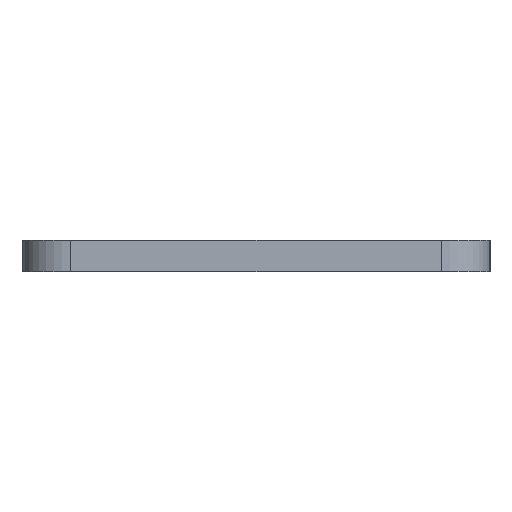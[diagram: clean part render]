
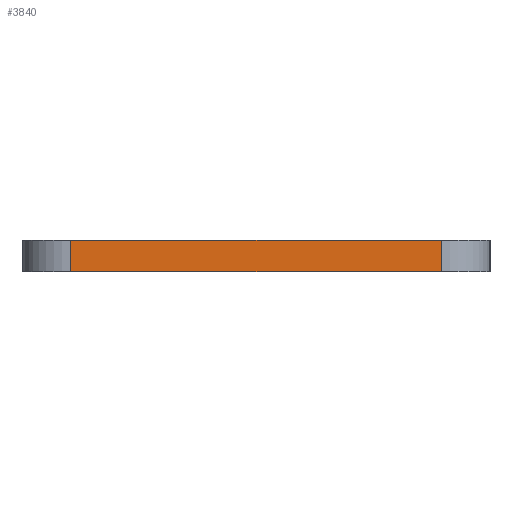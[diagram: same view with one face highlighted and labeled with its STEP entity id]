
A CAD part, left-side view. The second image highlights one B-rep face of the part: STEP entity #3840.
In plain terms, the highlighted planar face has unit normal (-1, 0, 0).
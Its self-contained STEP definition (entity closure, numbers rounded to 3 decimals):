
#590 = PLANE('',#591);
#591 = AXIS2_PLACEMENT_3D('',#592,#593,#594);
#592 = CARTESIAN_POINT('',(0.,0.,1.6));
#593 = DIRECTION('',(0.,0.,1.));
#594 = DIRECTION('',(1.,0.,-0.));
#645 = PLANE('',#646);
#646 = AXIS2_PLACEMENT_3D('',#647,#648,#649);
#647 = CARTESIAN_POINT('',(0.,0.,0.));
#648 = DIRECTION('',(0.,0.,1.));
#649 = DIRECTION('',(1.,0.,-0.));
#776 = CYLINDRICAL_SURFACE('',#777,2.5);
#777 = AXIS2_PLACEMENT_3D('',#778,#779,#780);
#778 = CARTESIAN_POINT('',(-37.5,9.5,0.));
#779 = DIRECTION('',(-0.,-0.,-1.));
#780 = DIRECTION('',(1.,0.,-0.));
#815 = VERTEX_POINT('',#816);
#816 = CARTESIAN_POINT('',(-40.,9.5,0.));
#838 = EDGE_CURVE('',#815,#839,#841,.T.);
#839 = VERTEX_POINT('',#840);
#840 = CARTESIAN_POINT('',(-40.,-9.5,0.));
#841 = SURFACE_CURVE('',#842,(#846,#853),.PCURVE_S1.);
#842 = LINE('',#843,#844);
#843 = CARTESIAN_POINT('',(-40.,9.5,0.));
#844 = VECTOR('',#845,1.);
#845 = DIRECTION('',(0.,-1.,0.));
#846 = PCURVE('',#645,#847);
#847 = DEFINITIONAL_REPRESENTATION('',(#848),#852);
#848 = LINE('',#849,#850);
#849 = CARTESIAN_POINT('',(-40.,9.5));
#850 = VECTOR('',#851,1.);
#851 = DIRECTION('',(0.,-1.));
#852 = ( GEOMETRIC_REPRESENTATION_CONTEXT(2) 
PARAMETRIC_REPRESENTATION_CONTEXT() REPRESENTATION_CONTEXT('2D SPACE',''
  ) );
#853 = PCURVE('',#854,#859);
#854 = PLANE('',#855);
#855 = AXIS2_PLACEMENT_3D('',#856,#857,#858);
#856 = CARTESIAN_POINT('',(-40.,9.5,0.));
#857 = DIRECTION('',(1.,0.,-0.));
#858 = DIRECTION('',(0.,-1.,0.));
#859 = DEFINITIONAL_REPRESENTATION('',(#860),#864);
#860 = LINE('',#861,#862);
#861 = CARTESIAN_POINT('',(0.,0.));
#862 = VECTOR('',#863,1.);
#863 = DIRECTION('',(1.,0.));
#864 = ( GEOMETRIC_REPRESENTATION_CONTEXT(2) 
PARAMETRIC_REPRESENTATION_CONTEXT() REPRESENTATION_CONTEXT('2D SPACE',''
  ) );
#883 = CYLINDRICAL_SURFACE('',#884,2.5);
#884 = AXIS2_PLACEMENT_3D('',#885,#886,#887);
#885 = CARTESIAN_POINT('',(-37.5,-9.5,0.));
#886 = DIRECTION('',(-0.,-0.,-1.));
#887 = DIRECTION('',(1.,0.,-0.));
#2418 = VERTEX_POINT('',#2419);
#2419 = CARTESIAN_POINT('',(-40.,9.5,1.6));
#2441 = EDGE_CURVE('',#2418,#2442,#2444,.T.);
#2442 = VERTEX_POINT('',#2443);
#2443 = CARTESIAN_POINT('',(-40.,-9.5,1.6));
#2444 = SURFACE_CURVE('',#2445,(#2449,#2456),.PCURVE_S1.);
#2445 = LINE('',#2446,#2447);
#2446 = CARTESIAN_POINT('',(-40.,9.5,1.6));
#2447 = VECTOR('',#2448,1.);
#2448 = DIRECTION('',(0.,-1.,0.));
#2449 = PCURVE('',#590,#2450);
#2450 = DEFINITIONAL_REPRESENTATION('',(#2451),#2455);
#2451 = LINE('',#2452,#2453);
#2452 = CARTESIAN_POINT('',(-40.,9.5));
#2453 = VECTOR('',#2454,1.);
#2454 = DIRECTION('',(0.,-1.));
#2455 = ( GEOMETRIC_REPRESENTATION_CONTEXT(2) 
PARAMETRIC_REPRESENTATION_CONTEXT() REPRESENTATION_CONTEXT('2D SPACE',''
  ) );
#2456 = PCURVE('',#854,#2457);
#2457 = DEFINITIONAL_REPRESENTATION('',(#2458),#2462);
#2458 = LINE('',#2459,#2460);
#2459 = CARTESIAN_POINT('',(0.,-1.6));
#2460 = VECTOR('',#2461,1.);
#2461 = DIRECTION('',(1.,0.));
#2462 = ( GEOMETRIC_REPRESENTATION_CONTEXT(2) 
PARAMETRIC_REPRESENTATION_CONTEXT() REPRESENTATION_CONTEXT('2D SPACE',''
  ) );
#3792 = EDGE_CURVE('',#815,#2418,#3793,.T.);
#3793 = SURFACE_CURVE('',#3794,(#3798,#3805),.PCURVE_S1.);
#3794 = LINE('',#3795,#3796);
#3795 = CARTESIAN_POINT('',(-40.,9.5,0.));
#3796 = VECTOR('',#3797,1.);
#3797 = DIRECTION('',(0.,0.,1.));
#3798 = PCURVE('',#776,#3799);
#3799 = DEFINITIONAL_REPRESENTATION('',(#3800),#3804);
#3800 = LINE('',#3801,#3802);
#3801 = CARTESIAN_POINT('',(-3.142,0.));
#3802 = VECTOR('',#3803,1.);
#3803 = DIRECTION('',(-0.,-1.));
#3804 = ( GEOMETRIC_REPRESENTATION_CONTEXT(2) 
PARAMETRIC_REPRESENTATION_CONTEXT() REPRESENTATION_CONTEXT('2D SPACE',''
  ) );
#3805 = PCURVE('',#854,#3806);
#3806 = DEFINITIONAL_REPRESENTATION('',(#3807),#3811);
#3807 = LINE('',#3808,#3809);
#3808 = CARTESIAN_POINT('',(0.,0.));
#3809 = VECTOR('',#3810,1.);
#3810 = DIRECTION('',(0.,-1.));
#3811 = ( GEOMETRIC_REPRESENTATION_CONTEXT(2) 
PARAMETRIC_REPRESENTATION_CONTEXT() REPRESENTATION_CONTEXT('2D SPACE',''
  ) );
#3840 = ADVANCED_FACE('',(#3841),#854,.F.);
#3841 = FACE_BOUND('',#3842,.F.);
#3842 = EDGE_LOOP('',(#3843,#3844,#3845,#3866));
#3843 = ORIENTED_EDGE('',*,*,#3792,.T.);
#3844 = ORIENTED_EDGE('',*,*,#2441,.T.);
#3845 = ORIENTED_EDGE('',*,*,#3846,.F.);
#3846 = EDGE_CURVE('',#839,#2442,#3847,.T.);
#3847 = SURFACE_CURVE('',#3848,(#3852,#3859),.PCURVE_S1.);
#3848 = LINE('',#3849,#3850);
#3849 = CARTESIAN_POINT('',(-40.,-9.5,0.));
#3850 = VECTOR('',#3851,1.);
#3851 = DIRECTION('',(0.,0.,1.));
#3852 = PCURVE('',#854,#3853);
#3853 = DEFINITIONAL_REPRESENTATION('',(#3854),#3858);
#3854 = LINE('',#3855,#3856);
#3855 = CARTESIAN_POINT('',(19.,0.));
#3856 = VECTOR('',#3857,1.);
#3857 = DIRECTION('',(0.,-1.));
#3858 = ( GEOMETRIC_REPRESENTATION_CONTEXT(2) 
PARAMETRIC_REPRESENTATION_CONTEXT() REPRESENTATION_CONTEXT('2D SPACE',''
  ) );
#3859 = PCURVE('',#883,#3860);
#3860 = DEFINITIONAL_REPRESENTATION('',(#3861),#3865);
#3861 = LINE('',#3862,#3863);
#3862 = CARTESIAN_POINT('',(-3.142,0.));
#3863 = VECTOR('',#3864,1.);
#3864 = DIRECTION('',(-0.,-1.));
#3865 = ( GEOMETRIC_REPRESENTATION_CONTEXT(2) 
PARAMETRIC_REPRESENTATION_CONTEXT() REPRESENTATION_CONTEXT('2D SPACE',''
  ) );
#3866 = ORIENTED_EDGE('',*,*,#838,.F.);
